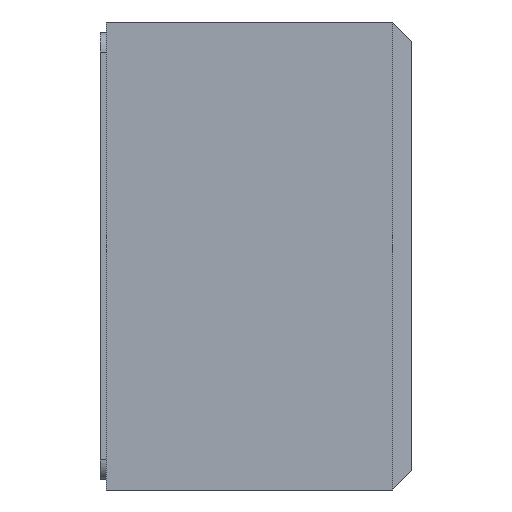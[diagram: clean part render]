
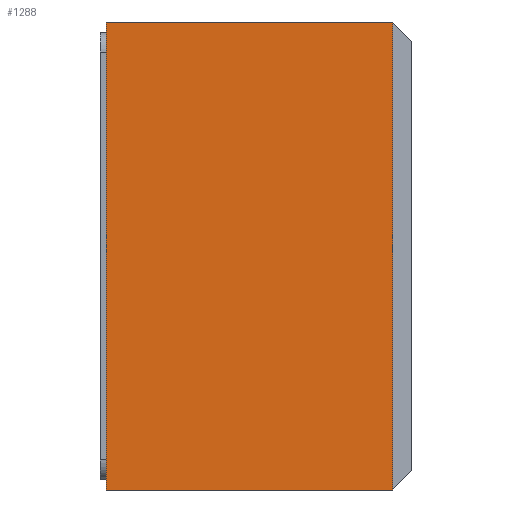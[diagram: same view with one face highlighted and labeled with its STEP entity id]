
A CAD part, left-side view. The second image highlights one B-rep face of the part: STEP entity #1288.
In plain terms, the highlighted planar face has unit normal (-1, 0, 0).
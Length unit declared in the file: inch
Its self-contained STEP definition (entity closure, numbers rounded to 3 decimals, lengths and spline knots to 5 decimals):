
#13 = VERTEX_POINT ( 'NONE', #1248 ) ;
#83 = DIRECTION ( 'NONE',  ( 1., 0., 0. ) ) ;
#91 = CARTESIAN_POINT ( 'NONE',  ( -2.60088, 1.8243, 1.36182 ) ) ;
#106 = CARTESIAN_POINT ( 'NONE',  ( -2.60088, 1.8243, 1.36182 ) ) ;
#119 = FACE_OUTER_BOUND ( 'NONE', #401, .T. ) ;
#137 = VECTOR ( 'NONE', #365, 39.37008 ) ;
#144 = VECTOR ( 'NONE', #312, 39.37008 ) ;
#279 = ORIENTED_EDGE ( 'NONE', *, *, #1030, .F. ) ;
#292 = CARTESIAN_POINT ( 'NONE',  ( -2.60088, 1.8243, -1.59118 ) ) ;
#312 = DIRECTION ( 'NONE',  ( 0., 0., 1. ) ) ;
#317 = EDGE_CURVE ( 'NONE', #770, #13, #1338, .T. ) ;
#355 = ORIENTED_EDGE ( 'NONE', *, *, #1058, .T. ) ;
#365 = DIRECTION ( 'NONE',  ( 0., -1., 0. ) ) ;
#372 = LINE ( 'NONE', #967, #137 ) ;
#389 = PLANE ( 'NONE',  #873 ) ;
#401 = EDGE_LOOP ( 'NONE', ( #279, #427, #565, #355 ) ) ;
#427 = ORIENTED_EDGE ( 'NONE', *, *, #786, .T. ) ;
#450 = CARTESIAN_POINT ( 'NONE',  ( -2.60088, 0.0153, -1.59118 ) ) ;
#565 = ORIENTED_EDGE ( 'NONE', *, *, #317, .F. ) ;
#594 = VECTOR ( 'NONE', #907, 39.37008 ) ;
#678 = VECTOR ( 'NONE', #1282, 39.37008 ) ;
#760 = VERTEX_POINT ( 'NONE', #904 ) ;
#770 = VERTEX_POINT ( 'NONE', #1331 ) ;
#786 = EDGE_CURVE ( 'NONE', #760, #13, #864, .T. ) ;
#795 = DIRECTION ( 'NONE',  ( 0., 0., -1. ) ) ;
#818 = CARTESIAN_POINT ( 'NONE',  ( -2.60088, 0.0153, -1.59118 ) ) ;
#864 = LINE ( 'NONE', #91, #594 ) ;
#873 = AXIS2_PLACEMENT_3D ( 'NONE', #292, #83, #795 ) ;
#888 = VERTEX_POINT ( 'NONE', #818 ) ;
#904 = CARTESIAN_POINT ( 'NONE',  ( -2.60088, 0.0153, 1.36182 ) ) ;
#907 = DIRECTION ( 'NONE',  ( 0., 1., 0. ) ) ;
#967 = CARTESIAN_POINT ( 'NONE',  ( -2.60088, 1.8243, -1.59118 ) ) ;
#1030 = EDGE_CURVE ( 'NONE', #760, #888, #1229, .T. ) ;
#1058 = EDGE_CURVE ( 'NONE', #770, #888, #372, .T. ) ;
#1229 = LINE ( 'NONE', #450, #678 ) ;
#1248 = CARTESIAN_POINT ( 'NONE',  ( -2.60088, 1.8243, 1.36182 ) ) ;
#1282 = DIRECTION ( 'NONE',  ( 0., 0., -1. ) ) ;
#1288 = ADVANCED_FACE ( 'NONE', ( #119 ), #389, .F. ) ;
#1331 = CARTESIAN_POINT ( 'NONE',  ( -2.60088, 1.8243, -1.59118 ) ) ;
#1338 = LINE ( 'NONE', #106, #144 ) ;
